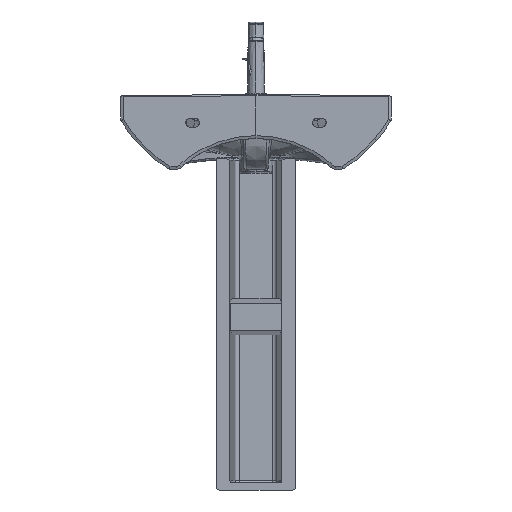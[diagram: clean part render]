
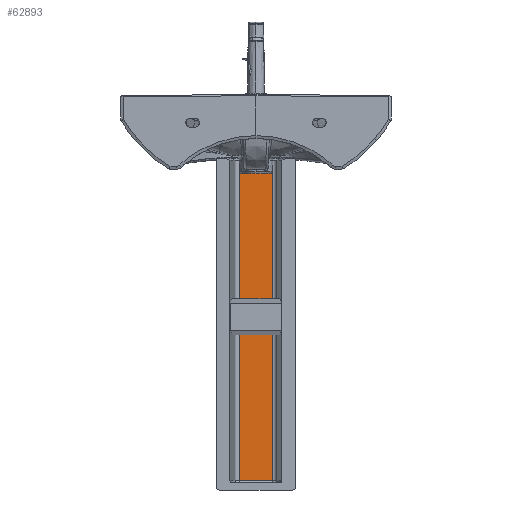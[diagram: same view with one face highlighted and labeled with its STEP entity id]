
A CAD part, left-side view. The second image highlights one B-rep face of the part: STEP entity #62893.
In plain terms, the highlighted free-form (B-spline) face has degree [5, 1] with [6, 2] control points.
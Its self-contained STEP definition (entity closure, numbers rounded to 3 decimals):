
#62239=CARTESIAN_POINT('',(284.435,37.41,-712.));
#62240=VERTEX_POINT('',#62239);
#62512=CARTESIAN_POINT('',(284.435,-37.41,-712.0));
#62513=VERTEX_POINT('',#62512);
#62521=CARTESIAN_POINT('',(284.435,-37.41,-712.0));
#62522=CARTESIAN_POINT('',(285.486,-24.874,-712.0));
#62523=CARTESIAN_POINT('',(286.097,-12.278,-712.0));
#62524=CARTESIAN_POINT('',(286.265,0.295,-712.0));
#62525=CARTESIAN_POINT('',(285.941,15.223,-712.0));
#62526=CARTESIAN_POINT('',(284.996,30.113,-712.0));
#62527=CARTESIAN_POINT('',(284.833,32.438,-712.0));
#62528=CARTESIAN_POINT('',(284.65,34.83,-712.0));
#62529=CARTESIAN_POINT('',(284.451,37.22,-712.0));
#62530=CARTESIAN_POINT('',(284.446,37.286,-712.0));
#62531=CARTESIAN_POINT('',(284.44,37.349,-712.0));
#62532=CARTESIAN_POINT('',(284.435,37.41,-712.0));
#62533=B_SPLINE_CURVE_WITH_KNOTS('',5,(#62521,#62522,#62523,#62524,#62525,#62526,#62527,#62528,#62529,#62530,#62531,#62532),.UNSPECIFIED.,.F.,.U.,(6,3,3,6),(436.364,546.128,566.451,567.049),.UNSPECIFIED.);
#62534=EDGE_CURVE('',#62240,#62513,#62533,.F.);
#62802=CARTESIAN_POINT('',(284.435,37.41,-4.0));
#62803=VERTEX_POINT('',#62802);
#62813=CARTESIAN_POINT('',(284.435,37.41,-4.0));
#62814=DIRECTION('',(0.0,0.0,-1.0));
#62815=VECTOR('',#62814,708.);
#62816=LINE('',#62813,#62815);
#62817=EDGE_CURVE('',#62240,#62803,#62816,.F.);
#62859=CARTESIAN_POINT('',(284.435,-37.41,-4.));
#62860=CARTESIAN_POINT('',(285.685,-22.494,-4.));
#62861=CARTESIAN_POINT('',(286.315,-7.478,-4.));
#62862=CARTESIAN_POINT('',(286.312,7.48,-4.));
#62863=CARTESIAN_POINT('',(285.686,22.492,-4.));
#62864=CARTESIAN_POINT('',(284.435,37.41,-4.));
#62865=CARTESIAN_POINT('',(284.435,-37.41,-712.0));
#62866=CARTESIAN_POINT('',(285.685,-22.494,-712.0));
#62867=CARTESIAN_POINT('',(286.315,-7.478,-712.0));
#62868=CARTESIAN_POINT('',(286.312,7.48,-712.0));
#62869=CARTESIAN_POINT('',(285.686,22.492,-712.0));
#62870=CARTESIAN_POINT('',(284.435,37.41,-712.0));
#62871=B_SPLINE_SURFACE_WITH_KNOTS('',5,1,((#62859,#62865),(#62860,#62866),(#62861,#62867),(#62862,#62868),(#62863,#62869),(#62864,#62870)),.UNSPECIFIED.,.F.,.F.,.U.,(6,6),(2,2),(315.569,423.178),(4.,712.0),.UNSPECIFIED.);
#62872=ORIENTED_EDGE('',*,*,#62817,.F.);
#62873=ORIENTED_EDGE('',*,*,#62534,.T.);
#62874=CARTESIAN_POINT('',(284.435,-37.41,-4.));
#62875=VERTEX_POINT('',#62874);
#62876=CARTESIAN_POINT('',(284.435,-37.41,-4.));
#62877=DIRECTION('',(0.0,0.0,-1.0));
#62878=VECTOR('',#62877,708.);
#62879=LINE('',#62876,#62878);
#62880=EDGE_CURVE('',#62513,#62875,#62879,.F.);
#62881=ORIENTED_EDGE('',*,*,#62880,.T.);
#62882=CARTESIAN_POINT('',(284.435,37.41,-4.0));
#62883=CARTESIAN_POINT('',(285.686,22.492,-4.0));
#62884=CARTESIAN_POINT('',(286.312,7.48,-4.0));
#62885=CARTESIAN_POINT('',(286.315,-7.478,-4.0));
#62886=CARTESIAN_POINT('',(285.685,-22.494,-4.0));
#62887=CARTESIAN_POINT('',(284.435,-37.41,-4.0));
#62888=B_SPLINE_CURVE_WITH_KNOTS('',5,(#62882,#62883,#62884,#62885,#62886,#62887),.UNSPECIFIED.,.F.,.U.,(6,6),(-53.703,53.906),.UNSPECIFIED.);
#62889=EDGE_CURVE('',#62875,#62803,#62888,.F.);
#62890=ORIENTED_EDGE('',*,*,#62889,.T.);
#62891=EDGE_LOOP('',(#62872,#62873,#62881,#62890));
#62892=FACE_OUTER_BOUND('',#62891,.T.);
#62893=ADVANCED_FACE('',(#62892),#62871,.T.);
